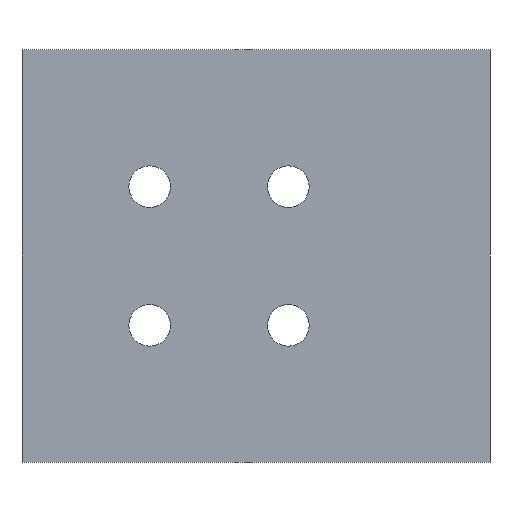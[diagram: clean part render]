
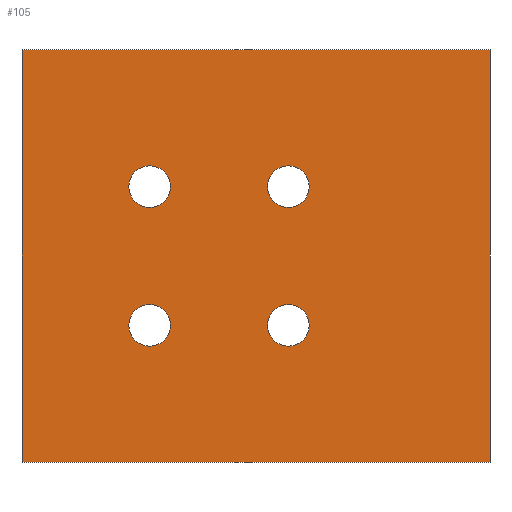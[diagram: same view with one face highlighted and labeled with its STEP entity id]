
A CAD part, front view. The second image highlights one B-rep face of the part: STEP entity #105.
In plain terms, the highlighted planar face has unit normal (0, -1, 0).
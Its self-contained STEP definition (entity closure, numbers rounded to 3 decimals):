
#101 = VERTEX_POINT( '', #267 );
#105 = ADVANCED_FACE( '', ( #271, #272, #273, #274, #275 ), #276, .F. );
#109 = VERTEX_POINT( '', #281 );
#113 = EDGE_CURVE( '', #161, #155, #285, .T. );
#115 = VERTEX_POINT( '', #287 );
#117 = EDGE_CURVE( '', #139, #147, #289, .T. );
#119 = VERTEX_POINT( '', #291 );
#127 = EDGE_CURVE( '', #115, #101, #301, .T. );
#129 = EDGE_CURVE( '', #147, #139, #303, .T. );
#131 = EDGE_CURVE( '', #119, #211, #305, .T. );
#137 = EDGE_CURVE( '', #155, #161, #313, .T. );
#139 = VERTEX_POINT( '', #315 );
#147 = VERTEX_POINT( '', #323 );
#153 = EDGE_CURVE( '', #211, #247, #329, .T. );
#155 = VERTEX_POINT( '', #331 );
#161 = VERTEX_POINT( '', #337 );
#171 = VERTEX_POINT( '', #348 );
#181 = EDGE_CURVE( '', #225, #109, #359, .T. );
#203 = EDGE_CURVE( '', #109, #225, #388, .T. );
#211 = VERTEX_POINT( '', #397 );
#213 = EDGE_CURVE( '', #171, #119, #399, .T. );
#223 = EDGE_CURVE( '', #101, #115, #410, .T. );
#225 = VERTEX_POINT( '', #412 );
#237 = EDGE_CURVE( '', #247, #171, #425, .T. );
#247 = VERTEX_POINT( '', #435 );
#267 = CARTESIAN_POINT( '', ( 5.75, 0., 7.5 ) );
#271 = FACE_OUTER_BOUND( '', #451, .T. );
#272 = FACE_BOUND( '', #452, .T. );
#273 = FACE_BOUND( '', #453, .T. );
#274 = FACE_BOUND( '', #454, .T. );
#275 = FACE_BOUND( '', #455, .T. );
#276 = PLANE( '', #456 );
#281 = CARTESIAN_POINT( '', ( 5.75, 0., -7.5 ) );
#285 = CIRCLE( '', #468, 2.25 );
#287 = CARTESIAN_POINT( '', ( 1.25, 0., 7.5 ) );
#289 = CIRCLE( '', #473, 2.25 );
#291 = CARTESIAN_POINT( '', ( 25.3, 0., -22.3 ) );
#301 = CIRCLE( '', #488, 2.25 );
#303 = CIRCLE( '', #491, 2.25 );
#305 = LINE( '', #494, #495 );
#313 = CIRCLE( '', #504, 2.25 );
#315 = CARTESIAN_POINT( '', ( -9.25, 0., -7.5 ) );
#323 = CARTESIAN_POINT( '', ( -13.75, 0., -7.5 ) );
#329 = LINE( '', #524, #525 );
#331 = CARTESIAN_POINT( '', ( -13.75, 0., 7.5 ) );
#337 = CARTESIAN_POINT( '', ( -9.25, 0., 7.5 ) );
#348 = CARTESIAN_POINT( '', ( 25.3, 0., 22.3 ) );
#359 = CIRCLE( '', #567, 2.25 );
#388 = CIRCLE( '', #604, 2.25 );
#397 = CARTESIAN_POINT( '', ( -25.3, 0., -22.3 ) );
#399 = LINE( '', #619, #620 );
#410 = CIRCLE( '', #634, 2.25 );
#412 = CARTESIAN_POINT( '', ( 1.25, 0., -7.5 ) );
#425 = LINE( '', #654, #655 );
#435 = CARTESIAN_POINT( '', ( -25.3, 0., 22.3 ) );
#451 = EDGE_LOOP( '', ( #672, #673, #674, #675 ) );
#452 = EDGE_LOOP( '', ( #676, #677 ) );
#453 = EDGE_LOOP( '', ( #678, #679 ) );
#454 = EDGE_LOOP( '', ( #680, #681 ) );
#455 = EDGE_LOOP( '', ( #682, #683 ) );
#456 = AXIS2_PLACEMENT_3D( '', #684, #685, #686 );
#468 = AXIS2_PLACEMENT_3D( '', #696, #697, #698 );
#473 = AXIS2_PLACEMENT_3D( '', #699, #700, #701 );
#488 = AXIS2_PLACEMENT_3D( '', #719, #720, #721 );
#491 = AXIS2_PLACEMENT_3D( '', #722, #723, #724 );
#494 = CARTESIAN_POINT( '', ( 25.3, 0., -22.3 ) );
#495 = VECTOR( '', #725, 1. );
#504 = AXIS2_PLACEMENT_3D( '', #742, #743, #744 );
#524 = CARTESIAN_POINT( '', ( -25.3, 0., -22.3 ) );
#525 = VECTOR( '', #753, 1. );
#567 = AXIS2_PLACEMENT_3D( '', #778, #779, #780 );
#604 = AXIS2_PLACEMENT_3D( '', #819, #820, #821 );
#619 = CARTESIAN_POINT( '', ( 25.3, 0., 22.3 ) );
#620 = VECTOR( '', #834, 1. );
#634 = AXIS2_PLACEMENT_3D( '', #844, #845, #846 );
#654 = CARTESIAN_POINT( '', ( -25.3, 0., 22.3 ) );
#655 = VECTOR( '', #862, 1. );
#672 = ORIENTED_EDGE( '', *, *, #237, .F. );
#673 = ORIENTED_EDGE( '', *, *, #153, .F. );
#674 = ORIENTED_EDGE( '', *, *, #131, .F. );
#675 = ORIENTED_EDGE( '', *, *, #213, .F. );
#676 = ORIENTED_EDGE( '', *, *, #203, .T. );
#677 = ORIENTED_EDGE( '', *, *, #181, .T. );
#678 = ORIENTED_EDGE( '', *, *, #223, .T. );
#679 = ORIENTED_EDGE( '', *, *, #127, .T. );
#680 = ORIENTED_EDGE( '', *, *, #113, .T. );
#681 = ORIENTED_EDGE( '', *, *, #137, .T. );
#682 = ORIENTED_EDGE( '', *, *, #117, .T. );
#683 = ORIENTED_EDGE( '', *, *, #129, .T. );
#684 = CARTESIAN_POINT( '', ( 0., 0., 0. ) );
#685 = DIRECTION( '', ( 0., 1., 0. ) );
#686 = DIRECTION( '', ( 0., 0., 1. ) );
#696 = CARTESIAN_POINT( '', ( -11.5, 0., 7.5 ) );
#697 = DIRECTION( '', ( 0., 1., 0. ) );
#698 = DIRECTION( '', ( 1., 0., 0. ) );
#699 = CARTESIAN_POINT( '', ( -11.5, 0., -7.5 ) );
#700 = DIRECTION( '', ( 0., 1., 0. ) );
#701 = DIRECTION( '', ( 1., 0., 0. ) );
#719 = CARTESIAN_POINT( '', ( 3.5, 0., 7.5 ) );
#720 = DIRECTION( '', ( 0., 1., 0. ) );
#721 = DIRECTION( '', ( 1., 0., 0. ) );
#722 = CARTESIAN_POINT( '', ( -11.5, 0., -7.5 ) );
#723 = DIRECTION( '', ( 0., 1., 0. ) );
#724 = DIRECTION( '', ( 1., 0., 0. ) );
#725 = DIRECTION( '', ( -1., 0., 0. ) );
#742 = CARTESIAN_POINT( '', ( -11.5, 0., 7.5 ) );
#743 = DIRECTION( '', ( 0., 1., 0. ) );
#744 = DIRECTION( '', ( 1., 0., 0. ) );
#753 = DIRECTION( '', ( 0., 0., 1. ) );
#778 = CARTESIAN_POINT( '', ( 3.5, 0., -7.5 ) );
#779 = DIRECTION( '', ( 0., 1., 0. ) );
#780 = DIRECTION( '', ( 1., 0., 0. ) );
#819 = CARTESIAN_POINT( '', ( 3.5, 0., -7.5 ) );
#820 = DIRECTION( '', ( 0., 1., 0. ) );
#821 = DIRECTION( '', ( 1., 0., 0. ) );
#834 = DIRECTION( '', ( 0., 0., -1. ) );
#844 = CARTESIAN_POINT( '', ( 3.5, 0., 7.5 ) );
#845 = DIRECTION( '', ( 0., 1., 0. ) );
#846 = DIRECTION( '', ( 1., 0., 0. ) );
#862 = DIRECTION( '', ( 1., 0., 0. ) );
